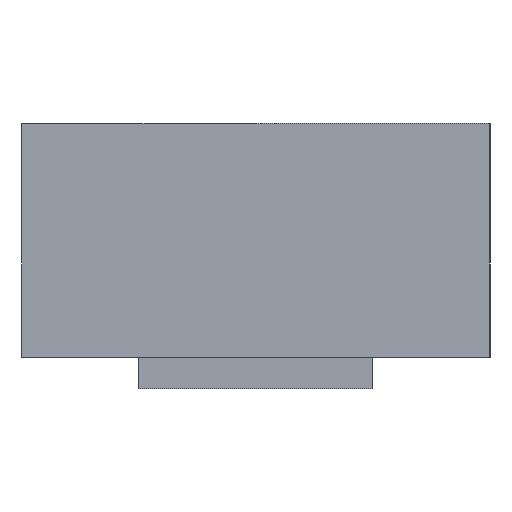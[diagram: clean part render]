
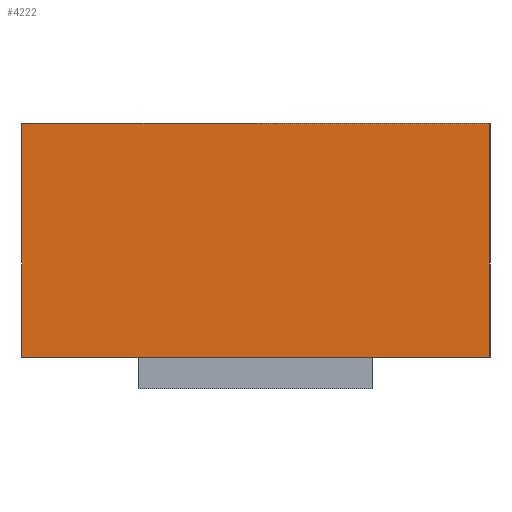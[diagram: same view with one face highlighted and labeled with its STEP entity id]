
A CAD part, left-side view. The second image highlights one B-rep face of the part: STEP entity #4222.
In plain terms, the highlighted planar face has unit normal (-1, 0, 0).
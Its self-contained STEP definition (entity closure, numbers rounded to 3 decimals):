
#608=ORIENTED_EDGE('',*,*,#1526,.T.);
#609=ORIENTED_EDGE('',*,*,#1527,.F.);
#610=ORIENTED_EDGE('',*,*,#1528,.F.);
#611=ORIENTED_EDGE('',*,*,#1529,.T.);
#1526=EDGE_CURVE('',#2024,#2025,#2494,.T.);
#1527=EDGE_CURVE('',#2026,#2025,#2495,.T.);
#1528=EDGE_CURVE('',#2027,#2026,#2496,.T.);
#1529=EDGE_CURVE('',#2027,#2024,#2497,.T.);
#2024=VERTEX_POINT('',#6300);
#2025=VERTEX_POINT('',#6301);
#2026=VERTEX_POINT('',#6303);
#2027=VERTEX_POINT('',#6305);
#2494=LINE('',#6299,#3058);
#2495=LINE('',#6302,#3059);
#2496=LINE('',#6304,#3060);
#2497=LINE('',#6306,#3061);
#3058=VECTOR('',#5139,1.);
#3059=VECTOR('',#5140,1.);
#3060=VECTOR('',#5141,1.);
#3061=VECTOR('',#5142,1.);
#3481=EDGE_LOOP('',(#608,#609,#610,#611));
#3747=FACE_BOUND('',#3481,.T.);
#3992=PLANE('',#4485);
#4222=ADVANCED_FACE('',(#3747),#3992,.F.);
#4485=AXIS2_PLACEMENT_3D('',#6298,#5137,#5138);
#5137=DIRECTION('',(1.,0.,0.));
#5138=DIRECTION('',(0.,1.,0.));
#5139=DIRECTION('',(0.,0.,1.));
#5140=DIRECTION('',(0.,-1.,0.));
#5141=DIRECTION('',(0.,0.,1.));
#5142=DIRECTION('',(0.,-1.,0.));
#6298=CARTESIAN_POINT('',(-45.,-15.,0.));
#6299=CARTESIAN_POINT('',(-45.,-15.,7.5));
#6300=CARTESIAN_POINT('',(-45.,-15.,0.));
#6301=CARTESIAN_POINT('',(-45.,-15.,15.));
#6302=CARTESIAN_POINT('',(-45.,0.,15.));
#6303=CARTESIAN_POINT('',(-45.,15.,15.));
#6304=CARTESIAN_POINT('',(-45.,15.,7.5));
#6305=CARTESIAN_POINT('',(-45.,15.,0.));
#6306=CARTESIAN_POINT('',(-45.,0.,0.));
